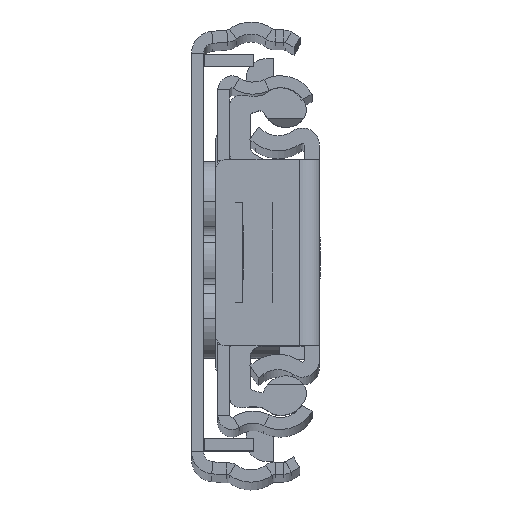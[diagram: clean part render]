
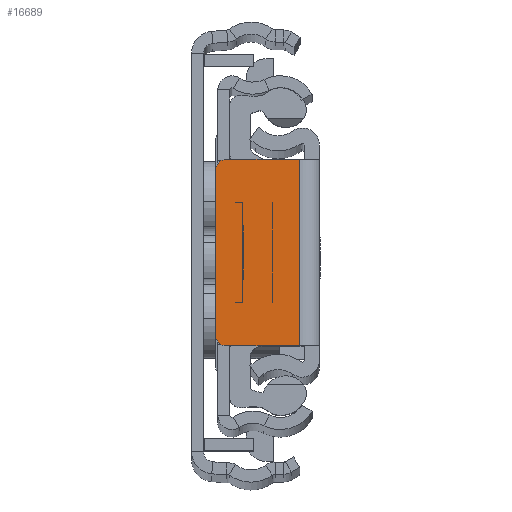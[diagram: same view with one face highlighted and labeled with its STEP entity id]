
A CAD part, top view. The second image highlights one B-rep face of the part: STEP entity #16689.
In plain terms, the highlighted planar face has unit normal (0, 0, 1).
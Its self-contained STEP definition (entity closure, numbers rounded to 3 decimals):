
#711 = CIRCLE ( 'NONE', #11614, 1. ) ;
#854 = CARTESIAN_POINT ( 'NONE',  ( 0., 0., 0. ) ) ;
#968 = DIRECTION ( 'NONE',  ( -1., 0., 0. ) ) ;
#989 = CARTESIAN_POINT ( 'NONE',  ( -2., 9.25, 0. ) ) ;
#1394 = CARTESIAN_POINT ( 'NONE',  ( -9.3, 8.25, 0. ) ) ;
#1403 = DIRECTION ( 'NONE',  ( -1., 0., 0. ) ) ;
#1556 = CARTESIAN_POINT ( 'NONE',  ( -10.3, 8.25, 0. ) ) ;
#1657 = VERTEX_POINT ( 'NONE', #2813 ) ;
#2813 = CARTESIAN_POINT ( 'NONE',  ( -2., -9.25, 0. ) ) ;
#4337 = CARTESIAN_POINT ( 'NONE',  ( -10.3, 0., 0. ) ) ;
#4629 = VECTOR ( 'NONE', #9926, 1000. ) ;
#4974 = VERTEX_POINT ( 'NONE', #5455 ) ;
#5455 = CARTESIAN_POINT ( 'NONE',  ( -9.3, -9.25, 0. ) ) ;
#6522 = DIRECTION ( 'NONE',  ( -1., 0., 0. ) ) ;
#6992 = EDGE_LOOP ( 'NONE', ( #10331, #16252, #21826, #12152, #14601, #12565 ) ) ;
#7318 = CARTESIAN_POINT ( 'NONE',  ( 0., -9.25, 0. ) ) ;
#7593 = AXIS2_PLACEMENT_3D ( 'NONE', #1394, #18568, #6522 ) ;
#7808 = DIRECTION ( 'NONE',  ( 0., 0., -1. ) ) ;
#8539 = DIRECTION ( 'NONE',  ( 0., -1., 0. ) ) ;
#9670 = EDGE_CURVE ( 'NONE', #10104, #15920, #9703, .T. ) ;
#9703 = LINE ( 'NONE', #4337, #4629 ) ;
#9926 = DIRECTION ( 'NONE',  ( 0., -1., 0. ) ) ;
#10104 = VERTEX_POINT ( 'NONE', #1556 ) ;
#10245 = LINE ( 'NONE', #17165, #11227 ) ;
#10331 = ORIENTED_EDGE ( 'NONE', *, *, #9670, .T. ) ;
#10946 = EDGE_CURVE ( 'NONE', #12522, #10104, #22126, .T. ) ;
#11049 = CARTESIAN_POINT ( 'NONE',  ( -9.3, 9.25, 0. ) ) ;
#11221 = PLANE ( 'NONE',  #12268 ) ;
#11227 = VECTOR ( 'NONE', #8539, 1000. ) ;
#11580 = EDGE_CURVE ( 'NONE', #14154, #1657, #10245, .T. ) ;
#11614 = AXIS2_PLACEMENT_3D ( 'NONE', #16874, #18685, #1403 ) ;
#12152 = ORIENTED_EDGE ( 'NONE', *, *, #11580, .F. ) ;
#12186 = VECTOR ( 'NONE', #16064, 1000. ) ;
#12268 = AXIS2_PLACEMENT_3D ( 'NONE', #854, #7808, #968 ) ;
#12414 = CARTESIAN_POINT ( 'NONE',  ( 0., 9.25, 0. ) ) ;
#12522 = VERTEX_POINT ( 'NONE', #11049 ) ;
#12565 = ORIENTED_EDGE ( 'NONE', *, *, #10946, .T. ) ;
#12661 = DIRECTION ( 'NONE',  ( 1., 0., 0. ) ) ;
#14154 = VERTEX_POINT ( 'NONE', #989 ) ;
#14601 = ORIENTED_EDGE ( 'NONE', *, *, #19005, .T. ) ;
#15920 = VERTEX_POINT ( 'NONE', #21307 ) ;
#15927 = EDGE_CURVE ( 'NONE', #4974, #1657, #19695, .T. ) ;
#16064 = DIRECTION ( 'NONE',  ( -1., 0., 0. ) ) ;
#16252 = ORIENTED_EDGE ( 'NONE', *, *, #20556, .T. ) ;
#16259 = VECTOR ( 'NONE', #12661, 1000. ) ;
#16689 = ADVANCED_FACE ( 'NONE', ( #19514 ), #11221, .F. ) ;
#16874 = CARTESIAN_POINT ( 'NONE',  ( -9.3, -8.25, 0. ) ) ;
#17165 = CARTESIAN_POINT ( 'NONE',  ( -2., -9.25, 0. ) ) ;
#17769 = LINE ( 'NONE', #12414, #12186 ) ;
#18568 = DIRECTION ( 'NONE',  ( 0., 0., 1. ) ) ;
#18685 = DIRECTION ( 'NONE',  ( 0., 0., 1. ) ) ;
#19005 = EDGE_CURVE ( 'NONE', #14154, #12522, #17769, .T. ) ;
#19514 = FACE_OUTER_BOUND ( 'NONE', #6992, .T. ) ;
#19695 = LINE ( 'NONE', #7318, #16259 ) ;
#20556 = EDGE_CURVE ( 'NONE', #15920, #4974, #711, .T. ) ;
#21307 = CARTESIAN_POINT ( 'NONE',  ( -10.3, -8.25, 0. ) ) ;
#21826 = ORIENTED_EDGE ( 'NONE', *, *, #15927, .T. ) ;
#22126 = CIRCLE ( 'NONE', #7593, 1. ) ;
